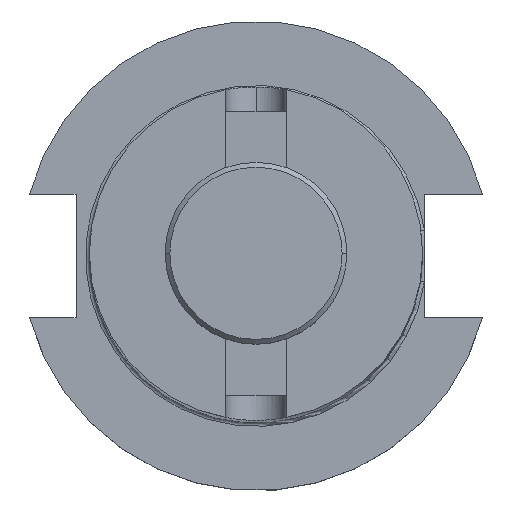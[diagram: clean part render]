
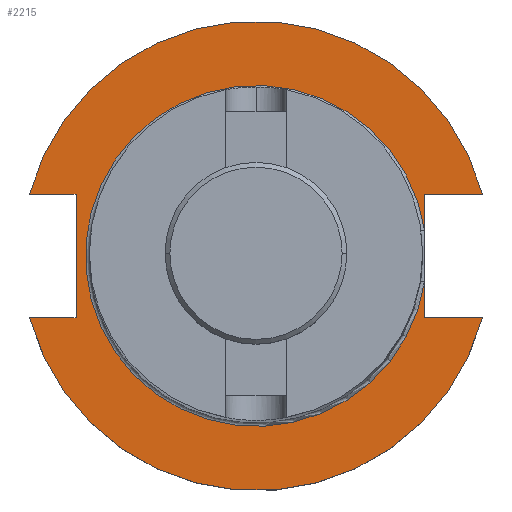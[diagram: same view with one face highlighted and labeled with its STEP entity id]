
A CAD part, top view. The second image highlights one B-rep face of the part: STEP entity #2215.
In plain terms, the highlighted planar face has unit normal (0, 0, 1).
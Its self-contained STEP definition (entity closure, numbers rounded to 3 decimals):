
#3 = LINE ( 'NONE', #1698, #454 ) ;
#17 = LINE ( 'NONE', #1483, #2437 ) ;
#26 = VERTEX_POINT ( 'NONE', #1779 ) ;
#31 = VERTEX_POINT ( 'NONE', #653 ) ;
#72 = ORIENTED_EDGE ( 'NONE', *, *, #1100, .F. ) ;
#73 = DIRECTION ( 'NONE',  ( 1., 0., 0. ) ) ;
#101 = VERTEX_POINT ( 'NONE', #452 ) ;
#120 = VERTEX_POINT ( 'NONE', #1452 ) ;
#152 = DIRECTION ( 'NONE',  ( 0., -1., 0. ) ) ;
#160 = DIRECTION ( 'NONE',  ( -1., 0., 0. ) ) ;
#188 = FACE_OUTER_BOUND ( 'NONE', #471, .T. ) ;
#198 = EDGE_CURVE ( 'NONE', #793, #396, #661, .T. ) ;
#205 = VERTEX_POINT ( 'NONE', #260 ) ;
#206 = DIRECTION ( 'NONE',  ( 0., 0., 1. ) ) ;
#212 = DIRECTION ( 'NONE',  ( 0., -1., 0. ) ) ;
#260 = CARTESIAN_POINT ( 'NONE',  ( -47.477, -12.954, 19.05 ) ) ;
#297 = ORIENTED_EDGE ( 'NONE', *, *, #598, .F. ) ;
#379 = CIRCLE ( 'NONE', #1826, 49.212 ) ;
#396 = VERTEX_POINT ( 'NONE', #1459 ) ;
#426 = CARTESIAN_POINT ( 'NONE',  ( 47.477, -12.954, 19.05 ) ) ;
#452 = CARTESIAN_POINT ( 'NONE',  ( -37.719, 12.954, 19.05 ) ) ;
#454 = VECTOR ( 'NONE', #576, 1000. ) ;
#471 = EDGE_LOOP ( 'NONE', ( #1303, #1778, #1652, #1717, #2135, #297, #1417, #72, #2204, #1855 ) ) ;
#539 = LINE ( 'NONE', #845, #1983 ) ;
#576 = DIRECTION ( 'NONE',  ( -1., 0., 0. ) ) ;
#586 = CARTESIAN_POINT ( 'NONE',  ( -37.719, -12.954, 19.05 ) ) ;
#598 = EDGE_CURVE ( 'NONE', #101, #31, #3, .T. ) ;
#642 = CARTESIAN_POINT ( 'NONE',  ( 0., 0., 19.05 ) ) ;
#653 = CARTESIAN_POINT ( 'NONE',  ( -47.477, 12.954, 19.05 ) ) ;
#661 = CIRCLE ( 'NONE', #1311, 35.725 ) ;
#702 = VECTOR ( 'NONE', #212, 1000. ) ;
#709 = LINE ( 'NONE', #1188, #1833 ) ;
#717 = VECTOR ( 'NONE', #160, 1000. ) ;
#735 = EDGE_CURVE ( 'NONE', #120, #26, #1701, .T. ) ;
#785 = DIRECTION ( 'NONE',  ( 0., 0., 1. ) ) ;
#793 = VERTEX_POINT ( 'NONE', #1687 ) ;
#804 = CARTESIAN_POINT ( 'NONE',  ( 35.306, 12.954, 19.05 ) ) ;
#821 = DIRECTION ( 'NONE',  ( 1., 0., 0. ) ) ;
#845 = CARTESIAN_POINT ( 'NONE',  ( -37.719, 12.954, 19.05 ) ) ;
#914 = AXIS2_PLACEMENT_3D ( 'NONE', #2214, #1068, #2412 ) ;
#956 = CARTESIAN_POINT ( 'NONE',  ( 0., 49.212, 19.05 ) ) ;
#962 = CARTESIAN_POINT ( 'NONE',  ( -63.719, -12.954, 19.05 ) ) ;
#1005 = PLANE ( 'NONE',  #1684 ) ;
#1068 = DIRECTION ( 'NONE',  ( 0., 0., 1. ) ) ;
#1100 = EDGE_CURVE ( 'NONE', #205, #1102, #2209, .T. ) ;
#1102 = VERTEX_POINT ( 'NONE', #586 ) ;
#1125 = EDGE_CURVE ( 'NONE', #793, #2172, #1180, .T. ) ;
#1142 = DIRECTION ( 'NONE',  ( 1., 0., 0. ) ) ;
#1180 = LINE ( 'NONE', #804, #702 ) ;
#1188 = CARTESIAN_POINT ( 'NONE',  ( 35.306, -12.954, 19.05 ) ) ;
#1303 = ORIENTED_EDGE ( 'NONE', *, *, #1125, .F. ) ;
#1311 = AXIS2_PLACEMENT_3D ( 'NONE', #642, #1972, #821 ) ;
#1414 = CIRCLE ( 'NONE', #914, 49.212 ) ;
#1417 = ORIENTED_EDGE ( 'NONE', *, *, #2449, .F. ) ;
#1452 = CARTESIAN_POINT ( 'NONE',  ( 47.477, 12.954, 19.05 ) ) ;
#1459 = CARTESIAN_POINT ( 'NONE',  ( 35.306, 5.455, 19.05 ) ) ;
#1483 = CARTESIAN_POINT ( 'NONE',  ( 35.306, 12.954, 19.05 ) ) ;
#1534 = DIRECTION ( 'NONE',  ( 1., 0., 0. ) ) ;
#1652 = ORIENTED_EDGE ( 'NONE', *, *, #1858, .F. ) ;
#1660 = EDGE_CURVE ( 'NONE', #120, #31, #1414, .T. ) ;
#1684 = AXIS2_PLACEMENT_3D ( 'NONE', #956, #206, #1534 ) ;
#1686 = VECTOR ( 'NONE', #1142, 1000. ) ;
#1687 = CARTESIAN_POINT ( 'NONE',  ( 35.306, -5.455, 19.05 ) ) ;
#1698 = CARTESIAN_POINT ( 'NONE',  ( -63.719, 12.954, 19.05 ) ) ;
#1701 = LINE ( 'NONE', #1862, #717 ) ;
#1717 = ORIENTED_EDGE ( 'NONE', *, *, #735, .F. ) ;
#1754 = CARTESIAN_POINT ( 'NONE',  ( 35.306, -12.954, 19.05 ) ) ;
#1778 = ORIENTED_EDGE ( 'NONE', *, *, #198, .T. ) ;
#1779 = CARTESIAN_POINT ( 'NONE',  ( 35.306, 12.954, 19.05 ) ) ;
#1826 = AXIS2_PLACEMENT_3D ( 'NONE', #1928, #785, #2114 ) ;
#1833 = VECTOR ( 'NONE', #73, 1000. ) ;
#1855 = ORIENTED_EDGE ( 'NONE', *, *, #2330, .F. ) ;
#1858 = EDGE_CURVE ( 'NONE', #26, #396, #17, .T. ) ;
#1862 = CARTESIAN_POINT ( 'NONE',  ( 35.306, 12.954, 19.05 ) ) ;
#1928 = CARTESIAN_POINT ( 'NONE',  ( 0., 0., 19.05 ) ) ;
#1972 = DIRECTION ( 'NONE',  ( 0., 0., -1. ) ) ;
#1983 = VECTOR ( 'NONE', #2174, 1000. ) ;
#2114 = DIRECTION ( 'NONE',  ( 1., 0., 0. ) ) ;
#2135 = ORIENTED_EDGE ( 'NONE', *, *, #1660, .T. ) ;
#2172 = VERTEX_POINT ( 'NONE', #1754 ) ;
#2174 = DIRECTION ( 'NONE',  ( 0., 1., 0. ) ) ;
#2204 = ORIENTED_EDGE ( 'NONE', *, *, #2257, .T. ) ;
#2209 = LINE ( 'NONE', #962, #1686 ) ;
#2214 = CARTESIAN_POINT ( 'NONE',  ( 0., 0., 19.05 ) ) ;
#2215 = ADVANCED_FACE ( 'NONE', ( #188 ), #1005, .T. ) ;
#2257 = EDGE_CURVE ( 'NONE', #205, #2284, #379, .T. ) ;
#2284 = VERTEX_POINT ( 'NONE', #426 ) ;
#2330 = EDGE_CURVE ( 'NONE', #2172, #2284, #709, .T. ) ;
#2412 = DIRECTION ( 'NONE',  ( 1., 0., 0. ) ) ;
#2437 = VECTOR ( 'NONE', #152, 1000. ) ;
#2449 = EDGE_CURVE ( 'NONE', #1102, #101, #539, .T. ) ;
